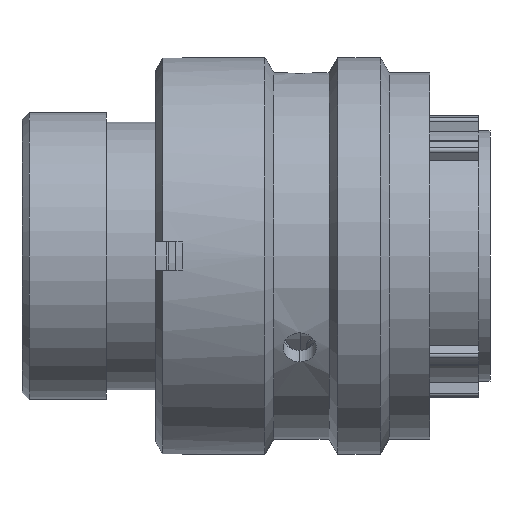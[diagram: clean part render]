
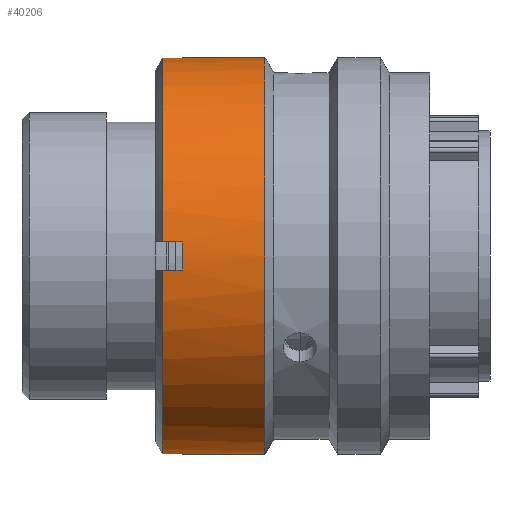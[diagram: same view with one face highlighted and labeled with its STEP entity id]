
A CAD part, front view. The second image highlights one B-rep face of the part: STEP entity #40206.
In plain terms, the highlighted cylindrical face has radius 14.15 mm (diameter 28.3 mm), a partial arc.
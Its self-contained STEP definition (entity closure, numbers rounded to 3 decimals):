
#1735 = CARTESIAN_POINT ( 'NONE',  ( 17.324, 0., 14.15 ) ) ;
#1905 = CIRCLE ( 'NONE', #38427, 14.15 ) ;
#2209 = EDGE_CURVE ( 'NONE', #19640, #35986, #41847, .T. ) ;
#3399 = ORIENTED_EDGE ( 'NONE', *, *, #32015, .T. ) ;
#3530 = CIRCLE ( 'NONE', #11406, 14.15 ) ;
#3538 = DIRECTION ( 'NONE',  ( 1., 0., 0. ) ) ;
#4676 = ORIENTED_EDGE ( 'NONE', *, *, #14008, .T. ) ;
#5051 = DIRECTION ( 'NONE',  ( 1., 0., 0. ) ) ;
#5264 = LINE ( 'NONE', #38153, #5860 ) ;
#5663 = ORIENTED_EDGE ( 'NONE', *, *, #25364, .F. ) ;
#5860 = VECTOR ( 'NONE', #3538, 1000. ) ;
#6387 = EDGE_CURVE ( 'NONE', #19812, #10453, #39767, .T. ) ;
#6421 = CARTESIAN_POINT ( 'NONE',  ( 11.42, -14.115, 1. ) ) ;
#6785 = EDGE_CURVE ( 'NONE', #17488, #19812, #3530, .T. ) ;
#7484 = VECTOR ( 'NONE', #37832, 1000. ) ;
#7914 = DIRECTION ( 'NONE',  ( 0., 0., -1. ) ) ;
#10453 = VERTEX_POINT ( 'NONE', #38858 ) ;
#11221 = CARTESIAN_POINT ( 'NONE',  ( 29.07, -1., -14.115 ) ) ;
#11406 = AXIS2_PLACEMENT_3D ( 'NONE', #35312, #42378, #45337 ) ;
#11704 = CARTESIAN_POINT ( 'NONE',  ( 10.02, 0., 0. ) ) ;
#12548 = DIRECTION ( 'NONE',  ( 1., 0., 0. ) ) ;
#13536 = CARTESIAN_POINT ( 'NONE',  ( 29.07, 0., -14.15 ) ) ;
#13661 = CARTESIAN_POINT ( 'NONE',  ( 11.42, -14.115, -1. ) ) ;
#13788 = EDGE_CURVE ( 'NONE', #29806, #37347, #39864, .T. ) ;
#13936 = AXIS2_PLACEMENT_3D ( 'NONE', #40926, #12548, #23522 ) ;
#13978 = CARTESIAN_POINT ( 'NONE',  ( 11.42, 0., 14.15 ) ) ;
#14008 = EDGE_CURVE ( 'NONE', #32874, #40619, #32053, .T. ) ;
#14090 = ORIENTED_EDGE ( 'NONE', *, *, #31917, .T. ) ;
#15510 = CARTESIAN_POINT ( 'NONE',  ( 10.02, -14.115, 1. ) ) ;
#17329 = CIRCLE ( 'NONE', #45259, 14.15 ) ;
#17488 = VERTEX_POINT ( 'NONE', #21547 ) ;
#17716 = LINE ( 'NONE', #13536, #40531 ) ;
#18581 = EDGE_LOOP ( 'NONE', ( #5663, #43089, #29683, #38534, #19542, #4676, #3399, #36068, #38627, #29375, #14090, #22388 ) ) ;
#19542 = ORIENTED_EDGE ( 'NONE', *, *, #22886, .T. ) ;
#19640 = VERTEX_POINT ( 'NONE', #34159 ) ;
#19759 = DIRECTION ( 'NONE',  ( 0., 0., 1. ) ) ;
#19812 = VERTEX_POINT ( 'NONE', #35347 ) ;
#20488 = VECTOR ( 'NONE', #42055, 1000. ) ;
#21547 = CARTESIAN_POINT ( 'NONE',  ( 10.02, -14.115, -1. ) ) ;
#21708 = VERTEX_POINT ( 'NONE', #35748 ) ;
#22310 = AXIS2_PLACEMENT_3D ( 'NONE', #29661, #36825, #36522 ) ;
#22373 = DIRECTION ( 'NONE',  ( 0., 0., -1. ) ) ;
#22388 = ORIENTED_EDGE ( 'NONE', *, *, #13788, .F. ) ;
#22886 = EDGE_CURVE ( 'NONE', #35986, #32874, #44538, .T. ) ;
#23124 = VERTEX_POINT ( 'NONE', #13978 ) ;
#23183 = CARTESIAN_POINT ( 'NONE',  ( 29.07, -1., 14.115 ) ) ;
#23240 = DIRECTION ( 'NONE',  ( 1., 0., 0. ) ) ;
#23273 = CARTESIAN_POINT ( 'NONE',  ( 11.42, 0., 0. ) ) ;
#23522 = DIRECTION ( 'NONE',  ( 0., 0., 1. ) ) ;
#24004 = EDGE_CURVE ( 'NONE', #10453, #21708, #17329, .T. ) ;
#25364 = EDGE_CURVE ( 'NONE', #23124, #29806, #5264, .T. ) ;
#25836 = VECTOR ( 'NONE', #26202, 1000. ) ;
#25873 = LINE ( 'NONE', #23183, #7484 ) ;
#26202 = DIRECTION ( 'NONE',  ( 1., 0., 0. ) ) ;
#26975 = CARTESIAN_POINT ( 'NONE',  ( 29.07, -14.115, 1. ) ) ;
#28333 = LINE ( 'NONE', #35293, #20488 ) ;
#28857 = CARTESIAN_POINT ( 'NONE',  ( 17.324, 0., 0. ) ) ;
#29228 = FACE_OUTER_BOUND ( 'NONE', #18581, .T. ) ;
#29375 = ORIENTED_EDGE ( 'NONE', *, *, #24004, .T. ) ;
#29661 = CARTESIAN_POINT ( 'NONE',  ( 29.07, 0., 0. ) ) ;
#29683 = ORIENTED_EDGE ( 'NONE', *, *, #29762, .T. ) ;
#29762 = EDGE_CURVE ( 'NONE', #40613, #19640, #25873, .T. ) ;
#29806 = VERTEX_POINT ( 'NONE', #1735 ) ;
#31917 = EDGE_CURVE ( 'NONE', #21708, #37347, #17716, .T. ) ;
#32015 = EDGE_CURVE ( 'NONE', #40619, #17488, #28333, .T. ) ;
#32053 = CIRCLE ( 'NONE', #13936, 14.15 ) ;
#32874 = VERTEX_POINT ( 'NONE', #6421 ) ;
#33863 = CARTESIAN_POINT ( 'NONE',  ( 11.42, 0., 0. ) ) ;
#34023 = DIRECTION ( 'NONE',  ( 1., 0., 0. ) ) ;
#34159 = CARTESIAN_POINT ( 'NONE',  ( 10.02, -1., 14.115 ) ) ;
#34793 = CARTESIAN_POINT ( 'NONE',  ( 11.42, -1., 14.115 ) ) ;
#35293 = CARTESIAN_POINT ( 'NONE',  ( 29.07, -14.115, -1. ) ) ;
#35312 = CARTESIAN_POINT ( 'NONE',  ( 10.02, 0., 0. ) ) ;
#35347 = CARTESIAN_POINT ( 'NONE',  ( 10.02, -1., -14.115 ) ) ;
#35748 = CARTESIAN_POINT ( 'NONE',  ( 11.42, 0., -14.15 ) ) ;
#35986 = VERTEX_POINT ( 'NONE', #15510 ) ;
#36068 = ORIENTED_EDGE ( 'NONE', *, *, #6785, .T. ) ;
#36522 = DIRECTION ( 'NONE',  ( 0., 0., -1. ) ) ;
#36825 = DIRECTION ( 'NONE',  ( 1., 0., 0. ) ) ;
#37347 = VERTEX_POINT ( 'NONE', #44458 ) ;
#37832 = DIRECTION ( 'NONE',  ( -1., 0., 0. ) ) ;
#37916 = DIRECTION ( 'NONE',  ( 0., 0., 1. ) ) ;
#38153 = CARTESIAN_POINT ( 'NONE',  ( 29.07, 0., 14.15 ) ) ;
#38347 = DIRECTION ( 'NONE',  ( 1., 0., 0. ) ) ;
#38427 = AXIS2_PLACEMENT_3D ( 'NONE', #23273, #41311, #37916 ) ;
#38534 = ORIENTED_EDGE ( 'NONE', *, *, #2209, .T. ) ;
#38627 = ORIENTED_EDGE ( 'NONE', *, *, #6387, .T. ) ;
#38858 = CARTESIAN_POINT ( 'NONE',  ( 11.42, -1., -14.115 ) ) ;
#39696 = DIRECTION ( 'NONE',  ( 1., 0., 0. ) ) ;
#39767 = LINE ( 'NONE', #11221, #25836 ) ;
#39864 = CIRCLE ( 'NONE', #43742, 14.15 ) ;
#40206 = ADVANCED_FACE ( 'NONE', ( #29228 ), #45885, .T. ) ;
#40325 = EDGE_CURVE ( 'NONE', #23124, #40613, #1905, .T. ) ;
#40531 = VECTOR ( 'NONE', #38347, 1000. ) ;
#40613 = VERTEX_POINT ( 'NONE', #34793 ) ;
#40619 = VERTEX_POINT ( 'NONE', #13661 ) ;
#40926 = CARTESIAN_POINT ( 'NONE',  ( 11.42, 0., 0. ) ) ;
#41311 = DIRECTION ( 'NONE',  ( 1., 0., 0. ) ) ;
#41847 = CIRCLE ( 'NONE', #43938, 14.15 ) ;
#42055 = DIRECTION ( 'NONE',  ( -1., 0., 0. ) ) ;
#42378 = DIRECTION ( 'NONE',  ( 1., 0., 0. ) ) ;
#43089 = ORIENTED_EDGE ( 'NONE', *, *, #40325, .T. ) ;
#43742 = AXIS2_PLACEMENT_3D ( 'NONE', #28857, #39696, #7914 ) ;
#43938 = AXIS2_PLACEMENT_3D ( 'NONE', #11704, #5051, #22373 ) ;
#44458 = CARTESIAN_POINT ( 'NONE',  ( 17.324, 0., -14.15 ) ) ;
#44538 = LINE ( 'NONE', #26975, #45638 ) ;
#45259 = AXIS2_PLACEMENT_3D ( 'NONE', #33863, #34023, #19759 ) ;
#45337 = DIRECTION ( 'NONE',  ( 0., 0., -1. ) ) ;
#45638 = VECTOR ( 'NONE', #23240, 1000. ) ;
#45885 = CYLINDRICAL_SURFACE ( 'NONE', #22310, 14.15 ) ;
